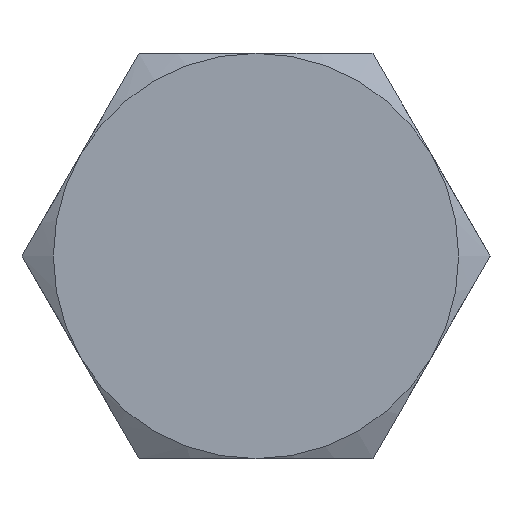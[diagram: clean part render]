
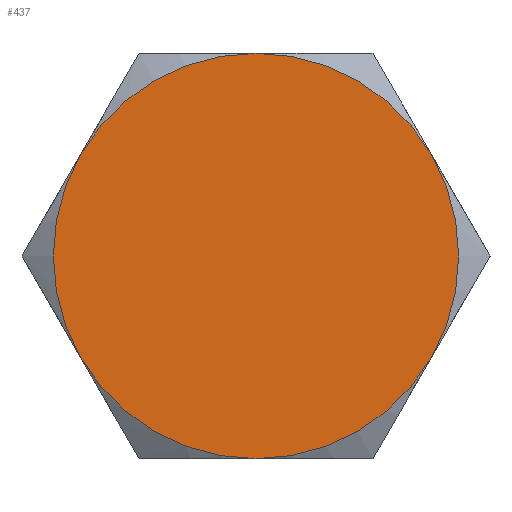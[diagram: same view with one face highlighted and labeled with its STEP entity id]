
A CAD part, left-side view. The second image highlights one B-rep face of the part: STEP entity #437.
In plain terms, the highlighted planar face has unit normal (-1, 0, 0).
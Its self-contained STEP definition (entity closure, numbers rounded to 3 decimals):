
#437 = ADVANCED_FACE('',(#438),#494,.F.);
#438 = FACE_BOUND('',#439,.T.);
#439 = EDGE_LOOP('',(#440,#451,#460,#469,#478,#487));
#440 = ORIENTED_EDGE('',*,*,#441,.F.);
#441 = EDGE_CURVE('',#442,#444,#446,.T.);
#442 = VERTEX_POINT('',#443);
#443 = CARTESIAN_POINT('',(0.,0.,-12.));
#444 = VERTEX_POINT('',#445);
#445 = CARTESIAN_POINT('',(0.,10.392,-6.));
#446 = CIRCLE('',#447,12.);
#447 = AXIS2_PLACEMENT_3D('',#448,#449,#450);
#448 = CARTESIAN_POINT('',(0.,0.,0.));
#449 = DIRECTION('',(1.,0.,0.));
#450 = DIRECTION('',(0.,-0.,-1.));
#451 = ORIENTED_EDGE('',*,*,#452,.F.);
#452 = EDGE_CURVE('',#453,#442,#455,.T.);
#453 = VERTEX_POINT('',#454);
#454 = CARTESIAN_POINT('',(0.,-10.392,-6.));
#455 = CIRCLE('',#456,12.);
#456 = AXIS2_PLACEMENT_3D('',#457,#458,#459);
#457 = CARTESIAN_POINT('',(0.,0.,0.));
#458 = DIRECTION('',(1.,0.,0.));
#459 = DIRECTION('',(0.,-0.,-1.));
#460 = ORIENTED_EDGE('',*,*,#461,.F.);
#461 = EDGE_CURVE('',#462,#453,#464,.T.);
#462 = VERTEX_POINT('',#463);
#463 = CARTESIAN_POINT('',(0.,-10.392,6.));
#464 = CIRCLE('',#465,12.);
#465 = AXIS2_PLACEMENT_3D('',#466,#467,#468);
#466 = CARTESIAN_POINT('',(0.,0.,0.));
#467 = DIRECTION('',(1.,0.,0.));
#468 = DIRECTION('',(0.,-0.,-1.));
#469 = ORIENTED_EDGE('',*,*,#470,.F.);
#470 = EDGE_CURVE('',#471,#462,#473,.T.);
#471 = VERTEX_POINT('',#472);
#472 = CARTESIAN_POINT('',(0.,0.,12.));
#473 = CIRCLE('',#474,12.);
#474 = AXIS2_PLACEMENT_3D('',#475,#476,#477);
#475 = CARTESIAN_POINT('',(0.,0.,0.));
#476 = DIRECTION('',(1.,0.,0.));
#477 = DIRECTION('',(0.,-0.,-1.));
#478 = ORIENTED_EDGE('',*,*,#479,.T.);
#479 = EDGE_CURVE('',#471,#480,#482,.T.);
#480 = VERTEX_POINT('',#481);
#481 = CARTESIAN_POINT('',(0.,10.392,6.));
#482 = CIRCLE('',#483,12.);
#483 = AXIS2_PLACEMENT_3D('',#484,#485,#486);
#484 = CARTESIAN_POINT('',(0.,0.,0.));
#485 = DIRECTION('',(-1.,0.,-0.));
#486 = DIRECTION('',(-0.,0.,1.));
#487 = ORIENTED_EDGE('',*,*,#488,.F.);
#488 = EDGE_CURVE('',#444,#480,#489,.T.);
#489 = CIRCLE('',#490,12.);
#490 = AXIS2_PLACEMENT_3D('',#491,#492,#493);
#491 = CARTESIAN_POINT('',(0.,0.,0.));
#492 = DIRECTION('',(1.,0.,0.));
#493 = DIRECTION('',(0.,-0.,-1.));
#494 = PLANE('',#495);
#495 = AXIS2_PLACEMENT_3D('',#496,#497,#498);
#496 = CARTESIAN_POINT('',(0.,13.856,0.));
#497 = DIRECTION('',(1.,0.,-0.));
#498 = DIRECTION('',(-0.,0.,-1.));
